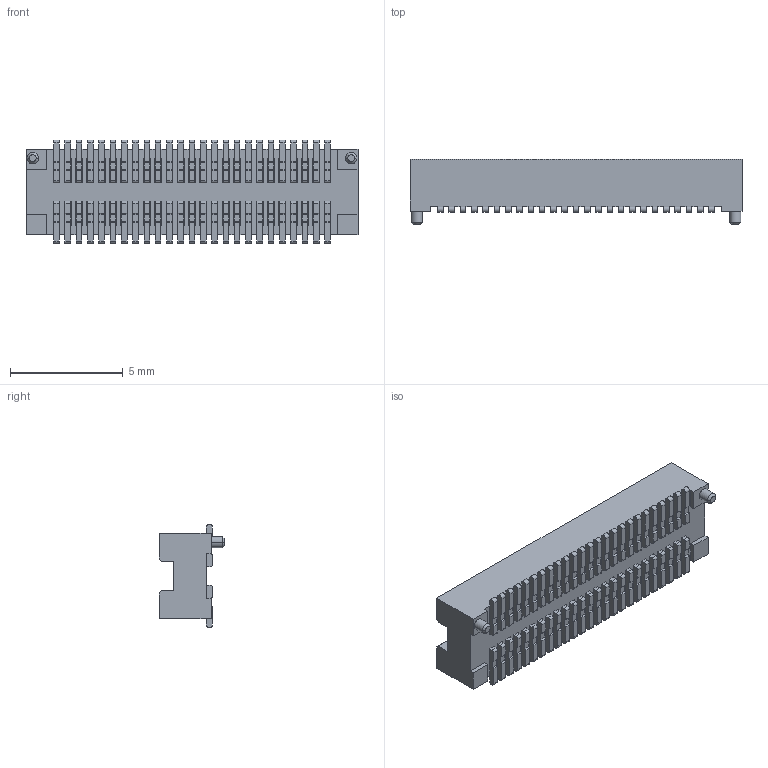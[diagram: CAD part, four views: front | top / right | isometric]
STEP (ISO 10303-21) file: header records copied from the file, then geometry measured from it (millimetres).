
FILE_DESCRIPTION((''),'2;1');
FILE_NAME('FBB05008-F40-H24','2022-09-01T',('工程三'),(''),'PRO/ENGINEER BY PARAMETRIC TECHNOLOGY CORPORATION, 2010280','PRO/ENGINEER BY PARAMETRIC TECHNOLOGY CORPORATION, 2010280','');
FILE_SCHEMA(('CONFIG_CONTROL_DESIGN'));
Products named in the file (1): FBB05008-F40-H24
Bounding box: 14.7 x 2.9 x 4.6 mm (x, y, z)
Volume: 71 mm3; surface area: 549 mm2
Topology: 1 solids, 1 shells, 1864 faces, 6614 edges, 4304 vertices
Faces by surface type: plane 1356, cylinder 504, cone 4
Entity records: 71180 total; most frequent: CARTESIAN_POINT 13382, ORIENTED_EDGE 13228, DIRECTION 11154, EDGE_CURVE 6614, VECTOR 5402, LINE 5402, VERTEX_POINT 4304, AXIS2_PLACEMENT_3D 2876
